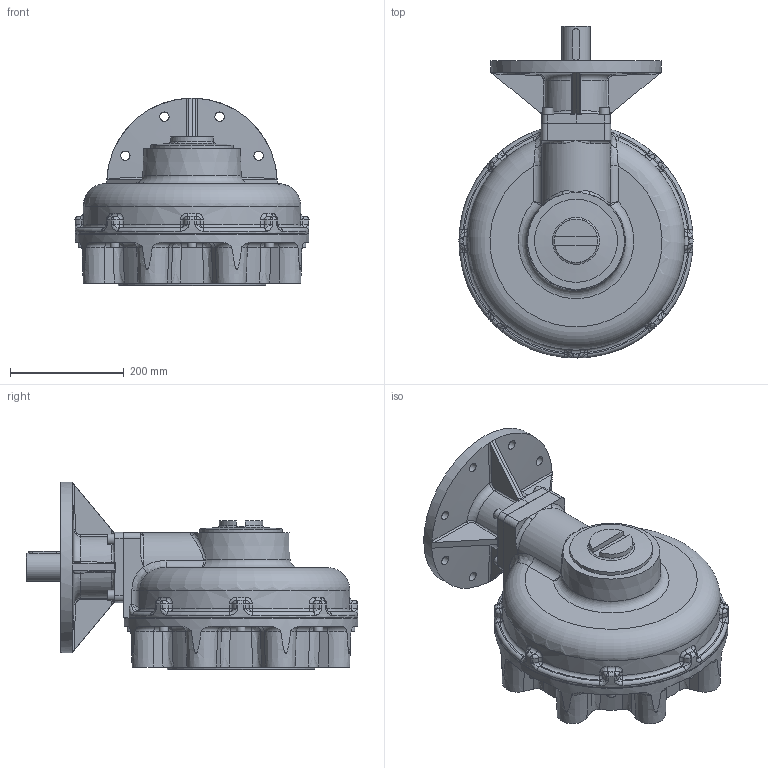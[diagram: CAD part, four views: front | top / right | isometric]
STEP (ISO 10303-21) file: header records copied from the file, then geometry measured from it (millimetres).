
FILE_DESCRIPTION(/* description */ ('Unknown'),/* implementation_level */ '2;1');
FILE_NAME(/* name */ 'PUBIB11-F25-F35_simplified',/* time_stamp */ '2015-12-10T08:59:18+00:00',/* author */ ('Unknown'),/* organization */ ('Unknown'),/* preprocessor_version */ 'ST-DEVELOPER v16',/* originating_system */ 'DEX',/* authorisation */ $);
FILE_SCHEMA (('AUTOMOTIVE_DESIGN {1 0 10303 214 3 1 1}'));
Length unit declared in the file: millimetre
Products named in the file (1): PUBIB11-F25-F35_simplified
Bounding box: 411.99 x 584.22 x 330.5 mm (x, y, z)
Surface area: 876074.2 mm2 (no closed solid volume)
Topology: 0 solids, 30 shells, 600 faces, 1560 edges, 953 vertices
Faces by surface type: plane 176, cylinder 139, bspline 112, torus 93, cone 52, sphere 28
Full cylindrical faces by diameter (mm): 8.376 x1, 16 x8, 16.5 x8, 18 x4, 26.211 x8, 50 x1, 130 x1, 146.05 x1, 200 x1, 259.95 x1, 279.9 x1, 300 x1, 412 x1
Entity records: 34475 total; most frequent: CARTESIAN_POINT 17496, DIRECTION 2772, ORIENTED_EDGE 2691, EDGE_CURVE 1413, AXIS2_PLACEMENT_3D 1152, VERTEX_POINT 920, FACE_BOUND 745, EDGE_LOOP 736
